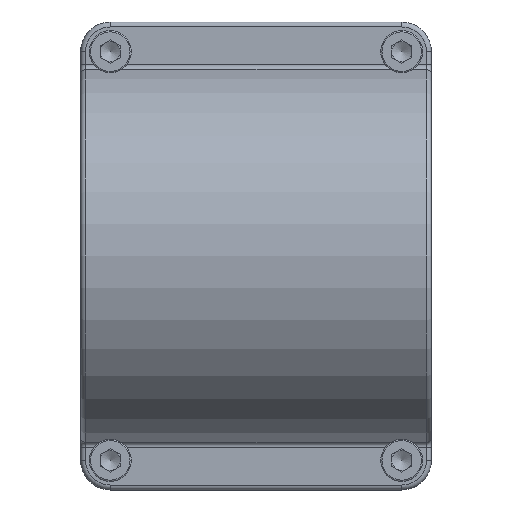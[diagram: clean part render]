
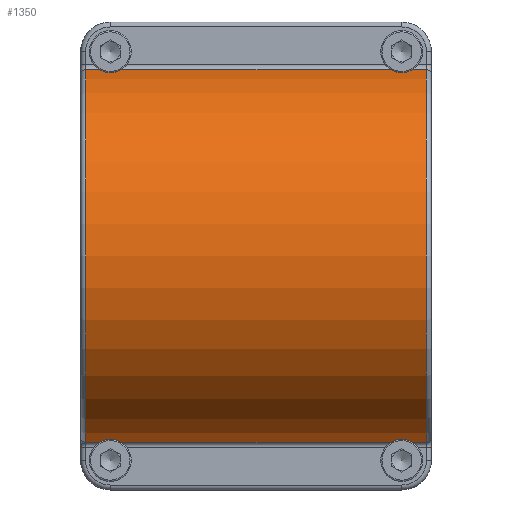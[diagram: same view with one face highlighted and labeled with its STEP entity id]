
A CAD part, front view. The second image highlights one B-rep face of the part: STEP entity #1350.
In plain terms, the highlighted cylindrical face has radius 38.5 mm (diameter 77 mm), a partial arc.
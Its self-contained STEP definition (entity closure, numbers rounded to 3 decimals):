
#87 = VERTEX_POINT ( 'NONE', #3460 ) ;
#138 = DIRECTION ( 'NONE',  ( 0., 0., 1. ) ) ;
#379 = DIRECTION ( 'NONE',  ( 0., 0., -1. ) ) ;
#1219 = AXIS2_PLACEMENT_3D ( 'NONE', #2903, #138, #3317 ) ;
#1229 = DIRECTION ( 'NONE',  ( 0., 0., -1. ) ) ;
#1350 = ADVANCED_FACE ( 'NONE', ( #4524 ), #4389, .T. ) ;
#1416 = EDGE_LOOP ( 'NONE', ( #5136, #5128, #5127, #5057 ) ) ;
#1488 = LINE ( 'NONE', #4819, #3873 ) ;
#1645 = CIRCLE ( 'NONE', #2117, 38.5 ) ;
#2117 = AXIS2_PLACEMENT_3D ( 'NONE', #3926, #1229, #4383 ) ;
#2153 = DIRECTION ( 'NONE',  ( 0., 0., 1. ) ) ;
#2378 = VERTEX_POINT ( 'NONE', #5674 ) ;
#2514 = EDGE_CURVE ( 'NONE', #87, #4104, #5074, .T. ) ;
#2837 = DIRECTION ( 'NONE',  ( -1., 0., 0. ) ) ;
#2903 = CARTESIAN_POINT ( 'NONE',  ( 0., 0., 1. ) ) ;
#2913 = CARTESIAN_POINT ( 'NONE',  ( 0., 0., 71. ) ) ;
#2916 = EDGE_CURVE ( 'NONE', #3954, #87, #1645, .T. ) ;
#2982 = DIRECTION ( 'NONE',  ( 0., 0., -1. ) ) ;
#3317 = DIRECTION ( 'NONE',  ( 1., 0., 0. ) ) ;
#3460 = CARTESIAN_POINT ( 'NONE',  ( -37.702, -7.797, 70. ) ) ;
#3515 = CIRCLE ( 'NONE', #1219, 38.5 ) ;
#3873 = VECTOR ( 'NONE', #2153, 1000. ) ;
#3926 = CARTESIAN_POINT ( 'NONE',  ( 0., 0., 70. ) ) ;
#3954 = VERTEX_POINT ( 'NONE', #4828 ) ;
#4104 = VERTEX_POINT ( 'NONE', #4503 ) ;
#4363 = AXIS2_PLACEMENT_3D ( 'NONE', #2913, #2982, #2837 ) ;
#4383 = DIRECTION ( 'NONE',  ( 1., 0., 0. ) ) ;
#4388 = EDGE_CURVE ( 'NONE', #4104, #2378, #3515, .T. ) ;
#4389 = CYLINDRICAL_SURFACE ( 'NONE', #4363, 38.5 ) ;
#4503 = CARTESIAN_POINT ( 'NONE',  ( -37.702, -7.797, 1. ) ) ;
#4524 = FACE_OUTER_BOUND ( 'NONE', #1416, .T. ) ;
#4570 = EDGE_CURVE ( 'NONE', #2378, #3954, #1488, .T. ) ;
#4819 = CARTESIAN_POINT ( 'NONE',  ( 37.702, -7.797, 71. ) ) ;
#4828 = CARTESIAN_POINT ( 'NONE',  ( 37.702, -7.797, 70. ) ) ;
#5057 = ORIENTED_EDGE ( 'NONE', *, *, #2514, .T. ) ;
#5070 = VECTOR ( 'NONE', #379, 1000. ) ;
#5074 = LINE ( 'NONE', #5738, #5070 ) ;
#5127 = ORIENTED_EDGE ( 'NONE', *, *, #2916, .T. ) ;
#5128 = ORIENTED_EDGE ( 'NONE', *, *, #4570, .T. ) ;
#5136 = ORIENTED_EDGE ( 'NONE', *, *, #4388, .T. ) ;
#5674 = CARTESIAN_POINT ( 'NONE',  ( 37.702, -7.797, 1. ) ) ;
#5738 = CARTESIAN_POINT ( 'NONE',  ( -37.702, -7.797, 71. ) ) ;
